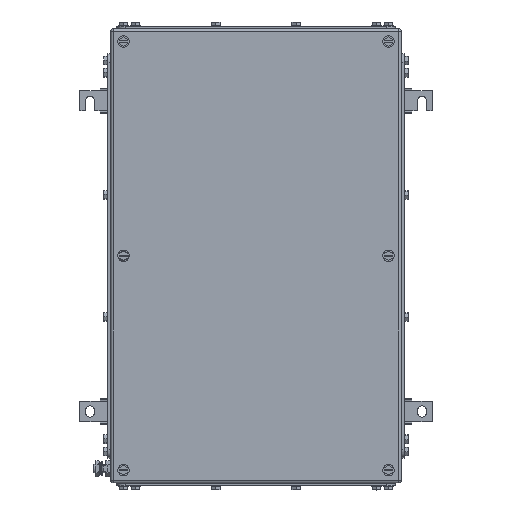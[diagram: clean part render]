
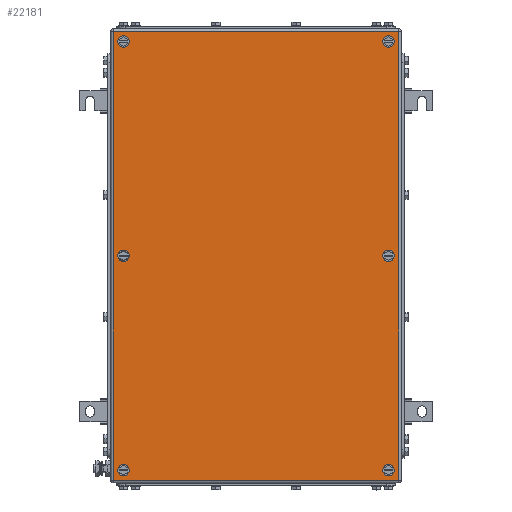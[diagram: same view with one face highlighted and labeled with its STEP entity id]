
A CAD part, top view. The second image highlights one B-rep face of the part: STEP entity #22181.
In plain terms, the highlighted planar face has unit normal (0, 0, 1).
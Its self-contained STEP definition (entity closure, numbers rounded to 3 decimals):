
#22019=AXIS2_PLACEMENT_3D('Circle Axis2P3D',#22017,#22018,$) ;
#22046=AXIS2_PLACEMENT_3D('Plane Axis2P3D',#22043,#22044,#22045) ;
#22084=AXIS2_PLACEMENT_3D('Circle Axis2P3D',#22082,#22083,$) ;
#22093=AXIS2_PLACEMENT_3D('Circle Axis2P3D',#22091,#22092,$) ;
#22102=AXIS2_PLACEMENT_3D('Circle Axis2P3D',#22100,#22101,$) ;
#22111=AXIS2_PLACEMENT_3D('Circle Axis2P3D',#22109,#22110,$) ;
#22120=AXIS2_PLACEMENT_3D('Circle Axis2P3D',#22118,#22119,$) ;
#22129=AXIS2_PLACEMENT_3D('Circle Axis2P3D',#22127,#22128,$) ;
#22138=AXIS2_PLACEMENT_3D('Circle Axis2P3D',#22136,#22137,$) ;
#22147=AXIS2_PLACEMENT_3D('Circle Axis2P3D',#22145,#22146,$) ;
#22156=AXIS2_PLACEMENT_3D('Circle Axis2P3D',#22154,#22155,$) ;
#22165=AXIS2_PLACEMENT_3D('Circle Axis2P3D',#22163,#22164,$) ;
#22174=AXIS2_PLACEMENT_3D('Circle Axis2P3D',#22172,#22173,$) ;
#22014=CARTESIAN_POINT('Vertex',(56.5,286.,203.5)) ;
#22017=CARTESIAN_POINT('Axis2P3D Location',(53.,286.,203.5)) ;
#22021=CARTESIAN_POINT('Vertex',(49.5,286.,203.5)) ;
#22043=CARTESIAN_POINT('Axis2P3D Location',(215.5,286.,203.5)) ;
#22048=CARTESIAN_POINT('Line Origine',(215.5,560.5,203.5)) ;
#22052=CARTESIAN_POINT('Vertex',(390.,560.5,203.5)) ;
#22054=CARTESIAN_POINT('Vertex',(41.,560.5,203.5)) ;
#22057=CARTESIAN_POINT('Line Origine',(41.,286.,203.5)) ;
#22061=CARTESIAN_POINT('Vertex',(41.,11.5,203.5)) ;
#22064=CARTESIAN_POINT('Line Origine',(215.5,11.5,203.5)) ;
#22068=CARTESIAN_POINT('Vertex',(390.,11.5,203.5)) ;
#22071=CARTESIAN_POINT('Line Origine',(390.,286.,203.5)) ;
#22082=CARTESIAN_POINT('Axis2P3D Location',(53.,286.,203.5)) ;
#22091=CARTESIAN_POINT('Axis2P3D Location',(378.,286.,203.5)) ;
#22095=CARTESIAN_POINT('Vertex',(381.5,286.,203.5)) ;
#22097=CARTESIAN_POINT('Vertex',(374.5,286.,203.5)) ;
#22100=CARTESIAN_POINT('Axis2P3D Location',(378.,286.,203.5)) ;
#22109=CARTESIAN_POINT('Axis2P3D Location',(53.,548.5,203.5)) ;
#22113=CARTESIAN_POINT('Vertex',(49.5,548.5,203.5)) ;
#22115=CARTESIAN_POINT('Vertex',(56.5,548.5,203.5)) ;
#22118=CARTESIAN_POINT('Axis2P3D Location',(53.,548.5,203.5)) ;
#22127=CARTESIAN_POINT('Axis2P3D Location',(53.,23.5,203.5)) ;
#22131=CARTESIAN_POINT('Vertex',(49.5,23.5,203.5)) ;
#22133=CARTESIAN_POINT('Vertex',(56.5,23.5,203.5)) ;
#22136=CARTESIAN_POINT('Axis2P3D Location',(53.,23.5,203.5)) ;
#22145=CARTESIAN_POINT('Axis2P3D Location',(378.,23.5,203.5)) ;
#22149=CARTESIAN_POINT('Vertex',(381.5,23.5,203.5)) ;
#22151=CARTESIAN_POINT('Vertex',(374.5,23.5,203.5)) ;
#22154=CARTESIAN_POINT('Axis2P3D Location',(378.,23.5,203.5)) ;
#22163=CARTESIAN_POINT('Axis2P3D Location',(378.,548.5,203.5)) ;
#22167=CARTESIAN_POINT('Vertex',(381.5,548.5,203.5)) ;
#22169=CARTESIAN_POINT('Vertex',(374.5,548.5,203.5)) ;
#22172=CARTESIAN_POINT('Axis2P3D Location',(378.,548.5,203.5)) ;
#22018=DIRECTION('Axis2P3D Direction',(0.,0.,1.)) ;
#22044=DIRECTION('Axis2P3D Direction',(0.,0.,1.)) ;
#22045=DIRECTION('Axis2P3D XDirection',(1.,0.,0.)) ;
#22049=DIRECTION('Vector Direction',(1.,0.,0.)) ;
#22058=DIRECTION('Vector Direction',(0.,-1.,0.)) ;
#22065=DIRECTION('Vector Direction',(1.,0.,0.)) ;
#22072=DIRECTION('Vector Direction',(0.,1.,0.)) ;
#22083=DIRECTION('Axis2P3D Direction',(0.,0.,1.)) ;
#22092=DIRECTION('Axis2P3D Direction',(0.,0.,1.)) ;
#22101=DIRECTION('Axis2P3D Direction',(0.,0.,1.)) ;
#22110=DIRECTION('Axis2P3D Direction',(0.,0.,1.)) ;
#22119=DIRECTION('Axis2P3D Direction',(0.,0.,1.)) ;
#22128=DIRECTION('Axis2P3D Direction',(0.,0.,1.)) ;
#22137=DIRECTION('Axis2P3D Direction',(0.,0.,1.)) ;
#22146=DIRECTION('Axis2P3D Direction',(0.,0.,1.)) ;
#22155=DIRECTION('Axis2P3D Direction',(0.,0.,1.)) ;
#22164=DIRECTION('Axis2P3D Direction',(0.,0.,1.)) ;
#22173=DIRECTION('Axis2P3D Direction',(0.,0.,1.)) ;
#22050=VECTOR('Line Direction',#22049,1.) ;
#22059=VECTOR('Line Direction',#22058,1.) ;
#22066=VECTOR('Line Direction',#22065,1.) ;
#22073=VECTOR('Line Direction',#22072,1.) ;
#22077=ORIENTED_EDGE('',*,*,#22056,.T.) ;
#22078=ORIENTED_EDGE('',*,*,#22063,.T.) ;
#22079=ORIENTED_EDGE('',*,*,#22070,.T.) ;
#22080=ORIENTED_EDGE('',*,*,#22075,.T.) ;
#22088=ORIENTED_EDGE('',*,*,#22086,.F.) ;
#22089=ORIENTED_EDGE('',*,*,#22023,.F.) ;
#22106=ORIENTED_EDGE('',*,*,#22099,.F.) ;
#22107=ORIENTED_EDGE('',*,*,#22104,.F.) ;
#22124=ORIENTED_EDGE('',*,*,#22117,.F.) ;
#22125=ORIENTED_EDGE('',*,*,#22122,.F.) ;
#22142=ORIENTED_EDGE('',*,*,#22135,.F.) ;
#22143=ORIENTED_EDGE('',*,*,#22140,.F.) ;
#22160=ORIENTED_EDGE('',*,*,#22153,.F.) ;
#22161=ORIENTED_EDGE('',*,*,#22158,.F.) ;
#22178=ORIENTED_EDGE('',*,*,#22171,.F.) ;
#22179=ORIENTED_EDGE('',*,*,#22176,.F.) ;
#22090=FACE_BOUND('',#22087,.T.) ;
#22108=FACE_BOUND('',#22105,.T.) ;
#22126=FACE_BOUND('',#22123,.T.) ;
#22144=FACE_BOUND('',#22141,.T.) ;
#22162=FACE_BOUND('',#22159,.T.) ;
#22180=FACE_BOUND('',#22177,.T.) ;
#22181=ADVANCED_FACE('ZUB_KTB_FS_553520_4GP.2\\ZUB_DE_KTB_FS.1\\DE_KTB_MH_PART_MASTER.1\\Koerper.2',(#22081,#22090,#22108,#22126,#22144,#22162,#22180),#22047,.T.) ;
#22020=CIRCLE('generated circle',#22019,3.5) ;
#22085=CIRCLE('generated circle',#22084,3.5) ;
#22094=CIRCLE('generated circle',#22093,3.5) ;
#22103=CIRCLE('generated circle',#22102,3.5) ;
#22112=CIRCLE('generated circle',#22111,3.5) ;
#22121=CIRCLE('generated circle',#22120,3.5) ;
#22130=CIRCLE('generated circle',#22129,3.5) ;
#22139=CIRCLE('generated circle',#22138,3.5) ;
#22148=CIRCLE('generated circle',#22147,3.5) ;
#22157=CIRCLE('generated circle',#22156,3.5) ;
#22166=CIRCLE('generated circle',#22165,3.5) ;
#22175=CIRCLE('generated circle',#22174,3.5) ;
#22023=EDGE_CURVE('',#22015,#22022,#22020,.T.) ;
#22056=EDGE_CURVE('',#22053,#22055,#22051,.F.) ;
#22063=EDGE_CURVE('',#22055,#22062,#22060,.T.) ;
#22070=EDGE_CURVE('',#22062,#22069,#22067,.T.) ;
#22075=EDGE_CURVE('',#22069,#22053,#22074,.T.) ;
#22086=EDGE_CURVE('',#22022,#22015,#22085,.T.) ;
#22099=EDGE_CURVE('',#22096,#22098,#22094,.T.) ;
#22104=EDGE_CURVE('',#22098,#22096,#22103,.T.) ;
#22117=EDGE_CURVE('',#22114,#22116,#22112,.T.) ;
#22122=EDGE_CURVE('',#22116,#22114,#22121,.T.) ;
#22135=EDGE_CURVE('',#22132,#22134,#22130,.T.) ;
#22140=EDGE_CURVE('',#22134,#22132,#22139,.T.) ;
#22153=EDGE_CURVE('',#22150,#22152,#22148,.T.) ;
#22158=EDGE_CURVE('',#22152,#22150,#22157,.T.) ;
#22171=EDGE_CURVE('',#22168,#22170,#22166,.T.) ;
#22176=EDGE_CURVE('',#22170,#22168,#22175,.T.) ;
#22076=EDGE_LOOP('',(#22077,#22078,#22079,#22080)) ;
#22087=EDGE_LOOP('',(#22088,#22089)) ;
#22105=EDGE_LOOP('',(#22106,#22107)) ;
#22123=EDGE_LOOP('',(#22124,#22125)) ;
#22141=EDGE_LOOP('',(#22142,#22143)) ;
#22159=EDGE_LOOP('',(#22160,#22161)) ;
#22177=EDGE_LOOP('',(#22178,#22179)) ;
#22081=FACE_OUTER_BOUND('',#22076,.T.) ;
#22051=LINE('Line',#22048,#22050) ;
#22060=LINE('Line',#22057,#22059) ;
#22067=LINE('Line',#22064,#22066) ;
#22074=LINE('Line',#22071,#22073) ;
#22047=PLANE('',#22046) ;
#22015=VERTEX_POINT('',#22014) ;
#22022=VERTEX_POINT('',#22021) ;
#22053=VERTEX_POINT('',#22052) ;
#22055=VERTEX_POINT('',#22054) ;
#22062=VERTEX_POINT('',#22061) ;
#22069=VERTEX_POINT('',#22068) ;
#22096=VERTEX_POINT('',#22095) ;
#22098=VERTEX_POINT('',#22097) ;
#22114=VERTEX_POINT('',#22113) ;
#22116=VERTEX_POINT('',#22115) ;
#22132=VERTEX_POINT('',#22131) ;
#22134=VERTEX_POINT('',#22133) ;
#22150=VERTEX_POINT('',#22149) ;
#22152=VERTEX_POINT('',#22151) ;
#22168=VERTEX_POINT('',#22167) ;
#22170=VERTEX_POINT('',#22169) ;
